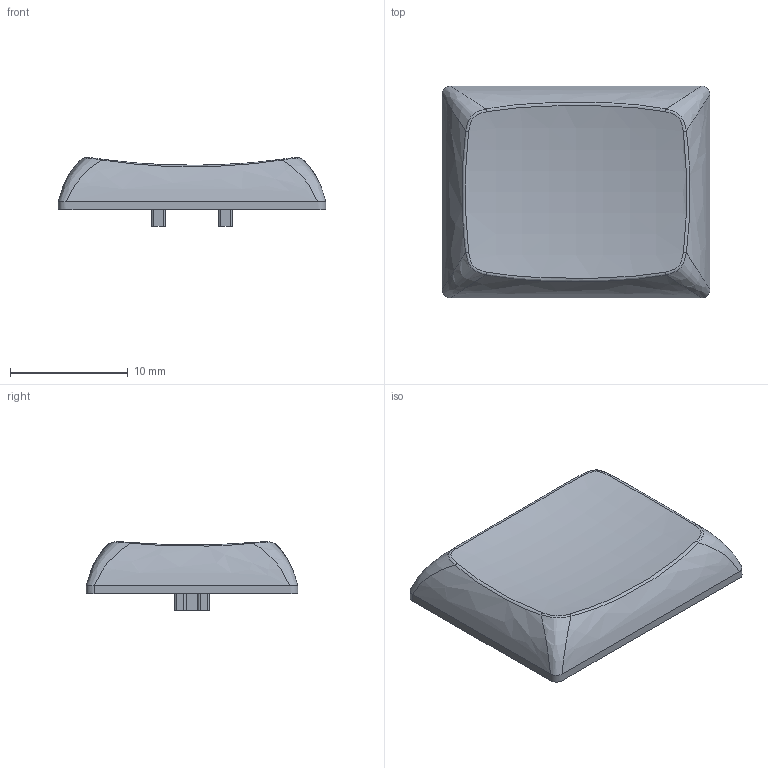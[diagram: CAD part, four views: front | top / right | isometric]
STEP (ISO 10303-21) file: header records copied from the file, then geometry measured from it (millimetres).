
FILE_DESCRIPTION(/* description */ (''),/* implementation_level */ '2;1');
FILE_NAME(/* name */ '125',/* time_stamp */ '2022-08-28T20:04:28+02:00',/* author */ (''),/* organization */ (''),/* preprocessor_version */ 'ST-DEVELOPER v16.5',/* originating_system */ 'Rhino 7.21',/* authorisation */ '');
FILE_SCHEMA (('CONFIG_CONTROL_DESIGN'));
Length unit declared in the file: millimetre
Products named in the file (1): Document
Bounding box: 22.75 x 18 x 5.84 mm (x, y, z)
Volume: 665.4 mm3; surface area: 1223.4 mm2
Topology: 1 solids, 1 shells, 146 faces, 382 edges, 240 vertices
Faces by surface type: plane 72, cylinder 44, bspline 30
Entity records: 7574 total; most frequent: CARTESIAN_POINT 5060, ORIENTED_EDGE 764, EDGE_CURVE 382, VERTEX_POINT 240, B_SPLINE_CURVE_WITH_KNOTS 236, EDGE_LOOP 148, ADVANCED_FACE 146, FACE_OUTER_BOUND 146
